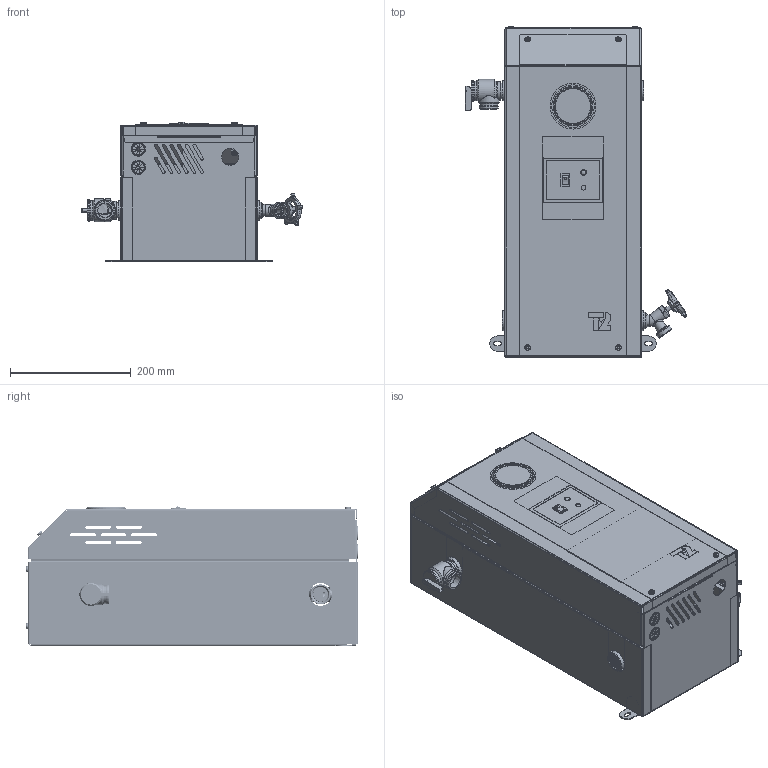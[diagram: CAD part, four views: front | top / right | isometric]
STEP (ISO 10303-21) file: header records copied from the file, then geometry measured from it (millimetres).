
FILE_DESCRIPTION (( 'STEP AP214' ), '1' );
FILE_NAME ('mini BTH.STEP', '2019-09-26T17:58:54', ( '' ), ( '' ), 'SwSTEP 2.0', 'SolidWorks 2019', '' );
FILE_SCHEMA (( 'AUTOMOTIVE_DESIGN' ));
Length unit declared in the file: inch
Products named in the file (1): mini BTH
Bounding box: 367.28 x 550.8 x 231.07 mm (x, y, z)
Volume: 1054517.9 mm3; surface area: 1860697.3 mm2
Topology: 37 solids, 37 shells, 1912 faces, 4666 edges, 2857 vertices
Faces by surface type: plane 920, cylinder 423, cone 255, bspline 234, torus 52, sphere 28
Full cylindrical faces by diameter (mm): 2 x2, 2.54 x2, 3.566 x40, 3.572 x8, 4.826 x4, 5.08 x2, 5.105 x2, 5.556 x10, 7.144 x4, 7.493 x1, 7.541 x8, 7.62 x1, 7.747 x1, 7.938 x3, 9.474 x4, 9.525 x5, 11.887 x1, 16.129 x1, 16.669 x1, 18.135 x1, 19.05 x1, 20.041 x3, 20.955 x2, 22.225 x4, 23.012 x1, 26.721 x1, 26.988 x1, 28.575 x1, 30.162 x1, 30.353 x1
Entity records: 101264 total; most frequent: CARTESIAN_POINT 34663, ORIENTED_EDGE 8488, DIRECTION 8033, EDGE_CURVE 4244, AXIS2_PLACEMENT_3D 2976, VERTEX_POINT 2766, EDGE_LOOP 2462, VECTOR 2081
